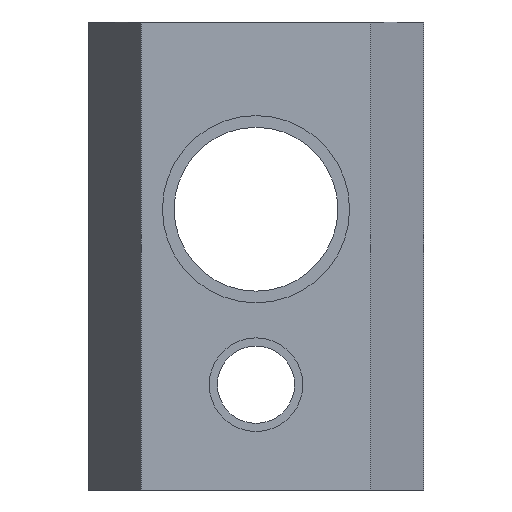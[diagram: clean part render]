
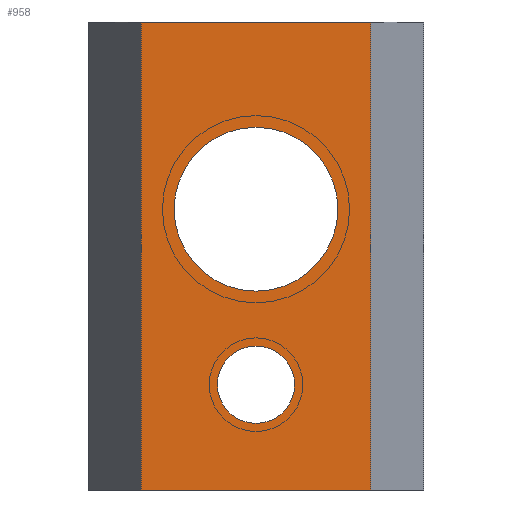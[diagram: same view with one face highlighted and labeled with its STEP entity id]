
A CAD part, front view. The second image highlights one B-rep face of the part: STEP entity #958.
In plain terms, the highlighted planar face has unit normal (0, -1, 0).
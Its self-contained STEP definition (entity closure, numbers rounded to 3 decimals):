
#404=DIRECTION('',(1.,0.,0.));
#405=VECTOR('',#404,9.8);
#406=CARTESIAN_POINT('',(-4.9,-2.,-10.));
#407=LINE('',#406,#405);
#425=DIRECTION('',(0.,0.,1.));
#426=VECTOR('',#425,20.);
#427=CARTESIAN_POINT('',(4.9,-2.,-10.));
#428=LINE('',#427,#426);
#432=DIRECTION('',(0.,0.,1.));
#433=VECTOR('',#432,20.);
#434=CARTESIAN_POINT('',(-4.9,-2.,-10.));
#435=LINE('',#434,#433);
#439=CARTESIAN_POINT('',(0.,-2.,-5.5));
#440=DIRECTION('',(0.,1.,0.));
#441=DIRECTION('',(1.,0.,0.));
#442=AXIS2_PLACEMENT_3D('',#439,#440,#441);
#447=CARTESIAN_POINT('',(0.,-2.,-5.5));
#448=DIRECTION('',(0.,1.,0.));
#449=DIRECTION('',(-1.,0.,0.));
#450=AXIS2_PLACEMENT_3D('',#447,#448,#449);
#455=CARTESIAN_POINT('',(0.,-2.,2.));
#456=DIRECTION('',(0.,1.,0.));
#457=DIRECTION('',(1.,0.,0.));
#458=AXIS2_PLACEMENT_3D('',#455,#456,#457);
#463=CARTESIAN_POINT('',(0.,-2.,2.));
#464=DIRECTION('',(0.,1.,0.));
#465=DIRECTION('',(-1.,0.,0.));
#466=AXIS2_PLACEMENT_3D('',#463,#464,#465);
#627=DIRECTION('',(1.,0.,0.));
#628=VECTOR('',#627,9.8);
#629=CARTESIAN_POINT('',(-4.9,-2.,10.));
#630=LINE('',#629,#628);
#788=CARTESIAN_POINT('',(-4.9,-2.,-10.));
#789=CARTESIAN_POINT('',(4.9,-2.,-10.));
#790=VERTEX_POINT('',#788);
#791=VERTEX_POINT('',#789);
#792=CARTESIAN_POINT('',(-4.9,-2.,10.));
#793=CARTESIAN_POINT('',(4.9,-2.,10.));
#794=VERTEX_POINT('',#792);
#795=VERTEX_POINT('',#793);
#844=CARTESIAN_POINT('',(1.65,-2.,-5.5));
#845=CARTESIAN_POINT('',(-1.65,-2.,-5.5));
#846=VERTEX_POINT('',#844);
#847=VERTEX_POINT('',#845);
#848=CARTESIAN_POINT('',(3.5,-2.,2.));
#849=CARTESIAN_POINT('',(-3.5,-2.,2.));
#850=VERTEX_POINT('',#848);
#851=VERTEX_POINT('',#849);
#933=CARTESIAN_POINT('',(-4.9,-2.,-10.));
#934=DIRECTION('',(0.,-1.,0.));
#935=DIRECTION('',(1.,0.,0.));
#936=AXIS2_PLACEMENT_3D('',#933,#934,#935);
#937=PLANE('',#936);
#938=ORIENTED_EDGE('',*,*,#897,.F.);
#940=ORIENTED_EDGE('',*,*,#939,.T.);
#942=ORIENTED_EDGE('',*,*,#941,.T.);
#943=ORIENTED_EDGE('',*,*,#926,.F.);
#944=EDGE_LOOP('',(#938,#940,#942,#943));
#945=FACE_OUTER_BOUND('',#944,.F.);
#947=ORIENTED_EDGE('',*,*,#946,.F.);
#949=ORIENTED_EDGE('',*,*,#948,.F.);
#950=EDGE_LOOP('',(#947,#949));
#951=FACE_BOUND('',#950,.F.);
#953=ORIENTED_EDGE('',*,*,#952,.F.);
#955=ORIENTED_EDGE('',*,*,#954,.F.);
#956=EDGE_LOOP('',(#953,#955));
#957=FACE_BOUND('',#956,.F.);
#443=CIRCLE('',#442,1.65);
#451=CIRCLE('',#450,1.65);
#459=CIRCLE('',#458,3.5);
#467=CIRCLE('',#466,3.5);
#897=EDGE_CURVE('',#790,#791,#407,.T.);
#926=EDGE_CURVE('',#791,#795,#428,.T.);
#939=EDGE_CURVE('',#790,#794,#435,.T.);
#941=EDGE_CURVE('',#794,#795,#630,.T.);
#946=EDGE_CURVE('',#846,#847,#443,.T.);
#948=EDGE_CURVE('',#847,#846,#451,.T.);
#952=EDGE_CURVE('',#850,#851,#459,.T.);
#954=EDGE_CURVE('',#851,#850,#467,.T.);
#958=ADVANCED_FACE('',(#945,#951,#957),#937,.T.);
